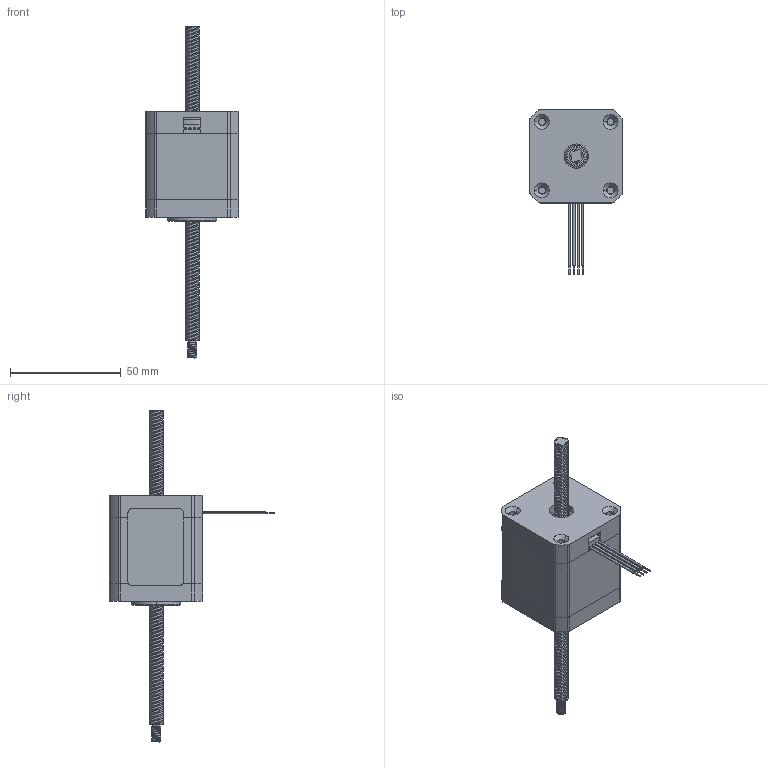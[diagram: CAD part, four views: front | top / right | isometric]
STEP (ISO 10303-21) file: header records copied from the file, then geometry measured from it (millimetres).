
FILE_DESCRIPTION (( 'STEP AP214' ), '1' );
FILE_NAME ('17N22-150.STEP', '2023-03-07T07:51:44', ( '' ), ( '' ), 'SwSTEP 2.0', 'SolidWorks 2022', '' );
FILE_SCHEMA (( 'AUTOMOTIVE_DESIGN' ));
Length unit declared in the file: millimetre
Products named in the file (10): 07-010.STP; 02-023.STP; 17N22-150.STP; 17N22-150; 后盖1.STP; 螺杆4.STP; 06-008.STP; 04-015.STP; 01-008.STP; 42双厚铭牌.STP
Assembly tree (10 placements, depth 3):
  17N22-150
    17N22-150.STP
      01-008.STP
      02-023.STP
      04-015.STP
      07-010.STP  x2
      后盖1.STP
      螺杆4.STP
      42双厚铭牌.STP
      06-008.STP
Bounding box: 42.4 x 74.6 x 150 mm (x, y, z)
Volume: 51784.6 mm3; surface area: 43657.4 mm2
Topology: 13 solids, 13 shells, 823 faces, 2218 edges, 1452 vertices
Faces by surface type: cylinder 554, plane 211, cone 48, bspline 10
Entity records: 44652 total; most frequent: CARTESIAN_POINT 25353, ORIENTED_EDGE 4412, DIRECTION 3473, EDGE_CURVE 2206, VERTEX_POINT 1444, AXIS2_PLACEMENT_3D 1229, VECTOR 1015, LINE 1015
